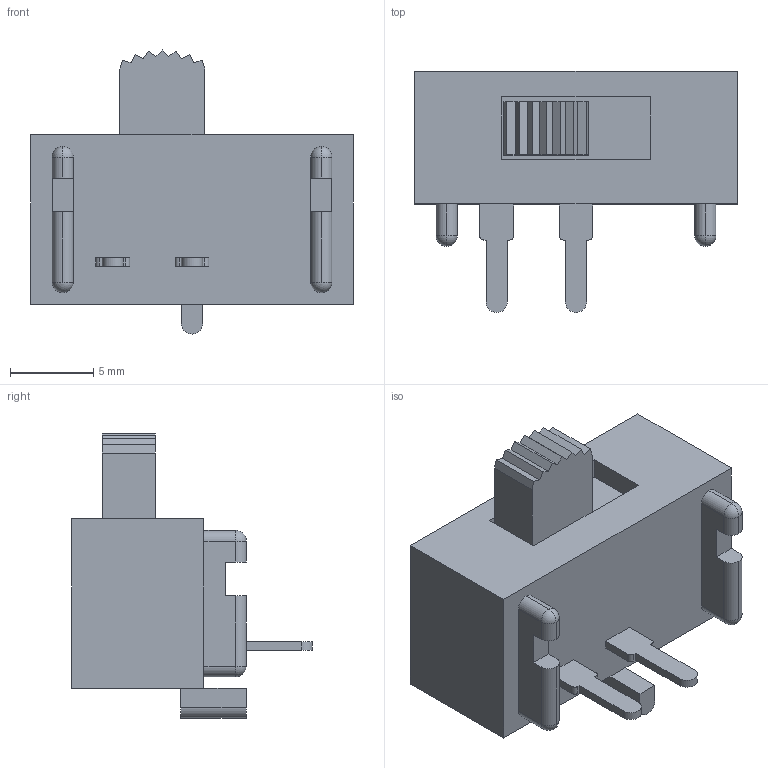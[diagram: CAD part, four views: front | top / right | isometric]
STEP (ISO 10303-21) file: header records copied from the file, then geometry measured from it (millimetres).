
FILE_DESCRIPTION (( 'STEP AP214' ), '1' );
FILE_NAME ('L101011ML04Q.STEP', '2023-01-25T16:15:56', ( '' ), ( '' ), 'SwSTEP 2.0', 'SolidWorks 2021', '' );
FILE_SCHEMA (( 'AUTOMOTIVE_DESIGN' ));
Length unit declared in the file: millimetre
Products named in the file (1): L101011ML04Q
Bounding box: 19.3 x 14.43 x 17.02 mm (x, y, z)
Volume: 1671.5 mm3; surface area: 1153.8 mm2
Topology: 3 solids, 3 shells, 90 faces, 232 edges, 146 vertices
Faces by surface type: plane 62, cylinder 22, sphere 6
Entity records: 2716 total; most frequent: CARTESIAN_POINT 463, DIRECTION 454, ORIENTED_EDGE 452, EDGE_CURVE 226, VECTOR 180, LINE 180, VERTEX_POINT 146, AXIS2_PLACEMENT_3D 137
